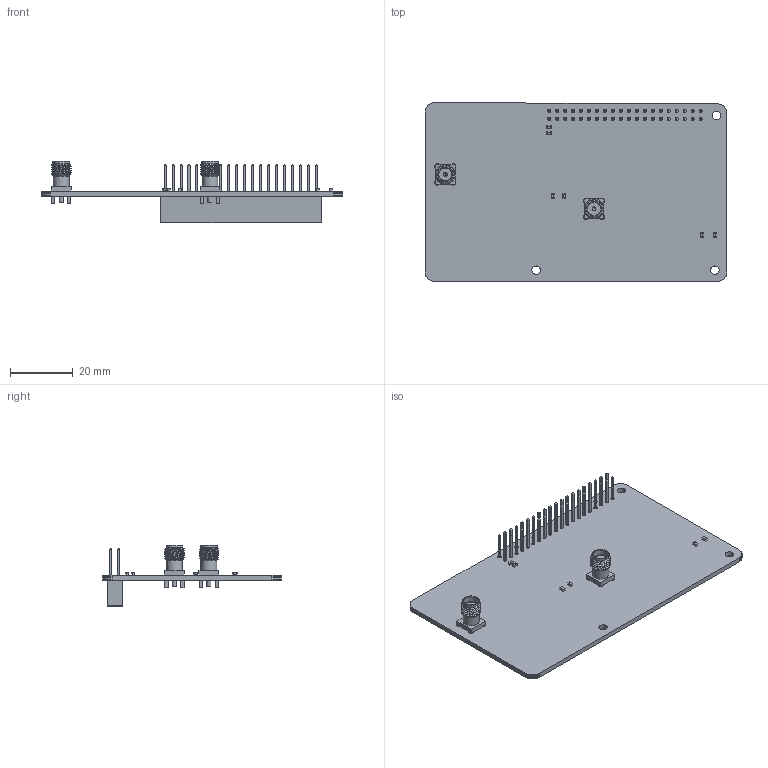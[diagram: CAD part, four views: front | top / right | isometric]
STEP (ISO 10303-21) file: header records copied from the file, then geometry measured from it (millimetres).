
FILE_DESCRIPTION(('KiCad electronic assembly'),'2;1');
FILE_NAME('Groundstation_Hat.step','2024-03-08T21:08:19',('Pcbnew'),( 'Kicad'),'Open CASCADE STEP processor 7.6','KiCad to STEP converter' ,'Unknown');
FILE_SCHEMA(('AUTOMOTIVE_DESIGN { 1 0 10303 214 1 1 1 1 }'));
Length unit declared in the file: millimetre
Products named in the file (8): Groundstation_Hat 1; PRT-21570; COMPOUND; 901-144; SOLID; C_0603_1608Metric; Groundstation_Hat PCB
Assembly tree (13 placements, depth 3):
  Groundstation_Hat 1
    PRT-21570
      COMPOUND
    901-144  x2
      SOLID
    C_0603_1608Metric  x6
      SOLID
    Groundstation_Hat PCB
Bounding box: 96.05 x 56.88 x 19.61 mm (x, y, z)
Volume: 11243.5 mm3; surface area: 15784.8 mm2
Topology: 50 solids, 50 shells, 1026 faces, 2400 edges, 1544 vertices
Faces by surface type: plane 843, cylinder 151, bspline 18, cone 14
Full cylindrical faces by diameter (mm): 0.965 x2, 1 x40, 1.24 x2, 1.27 x2, 1.5 x2, 1.7 x8, 2.7 x3, 4.077 x2, 4.267 x2, 4.61 x2, 5.08 x2, 5.334 x2, 6.257 x6
Entity records: 55628 total; most frequent: CARTESIAN_POINT 16548, DIRECTION 7177, LINE 5185, VECTOR 5185, ORIENTED_EDGE 3744, PCURVE 3744, DEFINITIONAL_REPRESENTATION 3744, EDGE_CURVE 1872
